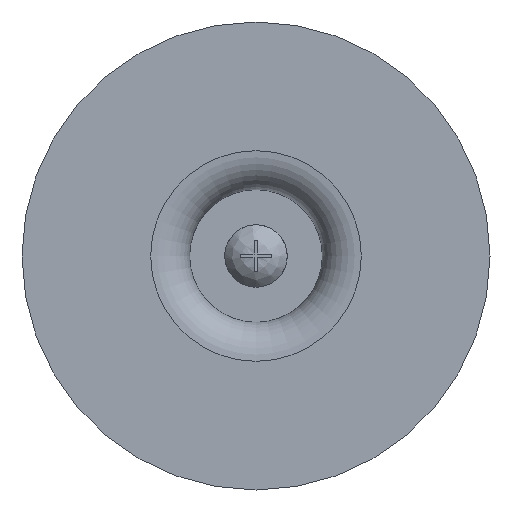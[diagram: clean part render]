
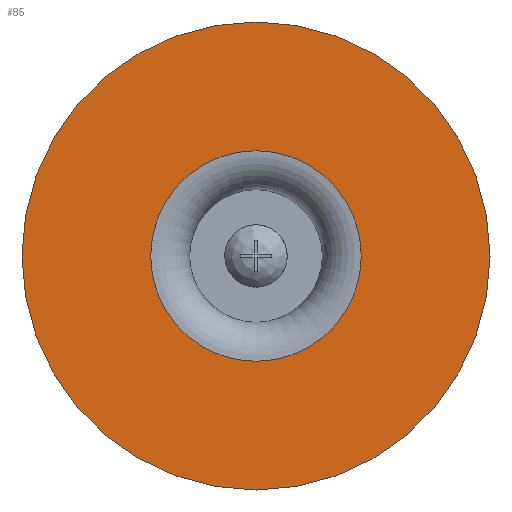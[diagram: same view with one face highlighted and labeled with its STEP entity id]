
A CAD part, front view. The second image highlights one B-rep face of the part: STEP entity #85.
In plain terms, the highlighted planar face has unit normal (0, -1, 0).
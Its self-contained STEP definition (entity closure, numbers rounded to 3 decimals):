
#85 = ADVANCED_FACE( '', ( #202, #203 ), #204, .F. );
#202 = FACE_BOUND( '', #357, .T. );
#203 = FACE_OUTER_BOUND( '', #358, .T. );
#204 = PLANE( '', #359 );
#357 = EDGE_LOOP( '', ( #577 ) );
#358 = EDGE_LOOP( '', ( #578 ) );
#359 = AXIS2_PLACEMENT_3D( '', #579, #580, #581 );
#577 = ORIENTED_EDGE( '', *, *, #909, .F. );
#578 = ORIENTED_EDGE( '', *, *, #910, .T. );
#579 = CARTESIAN_POINT( '', ( 30., 0., 0. ) );
#580 = DIRECTION( '', ( 0., 1., 0. ) );
#581 = DIRECTION( '', ( 0., 0., 1. ) );
#909 = EDGE_CURVE( '', #1072, #1072, #1073, .T. );
#910 = EDGE_CURVE( '', #1074, #1074, #1075, .T. );
#1072 = VERTEX_POINT( '', #1318 );
#1073 = CIRCLE( '', #1319, 13.5 );
#1074 = VERTEX_POINT( '', #1320 );
#1075 = CIRCLE( '', #1321, 30. );
#1318 = CARTESIAN_POINT( '', ( 0., 0., -13.5 ) );
#1319 = AXIS2_PLACEMENT_3D( '', #1633, #1634, #1635 );
#1320 = CARTESIAN_POINT( '', ( 0., 0., -30. ) );
#1321 = AXIS2_PLACEMENT_3D( '', #1636, #1637, #1638 );
#1633 = CARTESIAN_POINT( '', ( 0., 0., 0. ) );
#1634 = DIRECTION( '', ( 0., -1., 0. ) );
#1635 = DIRECTION( '', ( 0., 0., -1. ) );
#1636 = CARTESIAN_POINT( '', ( 0., 0., 0. ) );
#1637 = DIRECTION( '', ( 0., -1., 0. ) );
#1638 = DIRECTION( '', ( 0., 0., -1. ) );
